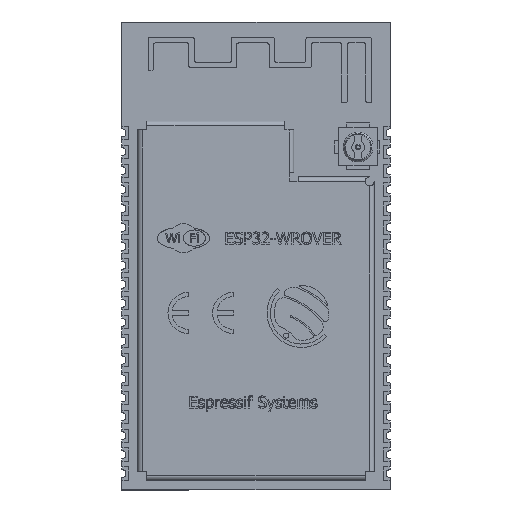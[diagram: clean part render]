
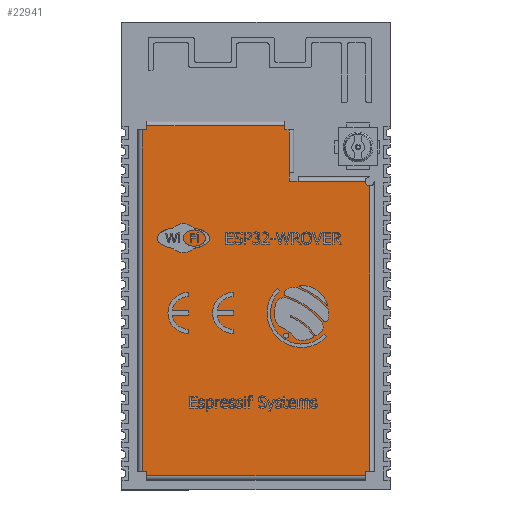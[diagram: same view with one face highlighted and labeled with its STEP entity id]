
A CAD part, top view. The second image highlights one B-rep face of the part: STEP entity #22941.
In plain terms, the highlighted planar face has unit normal (0, 0, 1).
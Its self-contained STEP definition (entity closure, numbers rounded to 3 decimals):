
#1371=CIRCLE('',#24355,0.3);
#2613=FACE_OUTER_BOUND('',#3994,.T.);
#3994=EDGE_LOOP('',(#19821,#19822,#19823,#19824,#19825,#19826,#19827,#19828,
#19829,#19830,#19831,#19832,#19833,#19834,#19835,#19836,#19837));
#6087=LINE('',#38484,#8532);
#6088=LINE('',#38486,#8533);
#6089=LINE('',#38488,#8534);
#6090=LINE('',#38490,#8535);
#6091=LINE('',#38492,#8536);
#6092=LINE('',#38494,#8537);
#6093=LINE('',#38496,#8538);
#6094=LINE('',#38498,#8539);
#6095=LINE('',#38500,#8540);
#6096=LINE('',#38502,#8541);
#6097=LINE('',#38504,#8542);
#6098=LINE('',#38506,#8543);
#6099=LINE('',#38508,#8544);
#6100=LINE('',#38510,#8545);
#6101=LINE('',#38512,#8546);
#6102=LINE('',#38515,#8547);
#8532=VECTOR('',#28730,0.6);
#8533=VECTOR('',#28731,0.6);
#8534=VECTOR('',#28732,2.85);
#8535=VECTOR('',#28733,0.3);
#8536=VECTOR('',#28734,0.3);
#8537=VECTOR('',#28735,9.25);
#8538=VECTOR('',#28736,0.3);
#8539=VECTOR('',#28737,0.3);
#8540=VECTOR('',#28738,22.9);
#8541=VECTOR('',#28739,0.3);
#8542=VECTOR('',#28740,0.3);
#8543=VECTOR('',#28741,14.65);
#8544=VECTOR('',#28742,0.3);
#8545=VECTOR('',#28743,0.3);
#8546=VECTOR('',#28744,19.15);
#8547=VECTOR('',#28747,4.5);
#10892=VERTEX_POINT('',#38482);
#10893=VERTEX_POINT('',#38483);
#10894=VERTEX_POINT('',#38485);
#10895=VERTEX_POINT('',#38487);
#10896=VERTEX_POINT('',#38489);
#10897=VERTEX_POINT('',#38491);
#10898=VERTEX_POINT('',#38493);
#10899=VERTEX_POINT('',#38495);
#10900=VERTEX_POINT('',#38497);
#10901=VERTEX_POINT('',#38499);
#10902=VERTEX_POINT('',#38501);
#10903=VERTEX_POINT('',#38503);
#10904=VERTEX_POINT('',#38505);
#10905=VERTEX_POINT('',#38507);
#10906=VERTEX_POINT('',#38509);
#10907=VERTEX_POINT('',#38511);
#10908=VERTEX_POINT('',#38513);
#13934=EDGE_CURVE('',#10892,#10893,#6087,.T.);
#13935=EDGE_CURVE('',#10893,#10894,#6088,.T.);
#13936=EDGE_CURVE('',#10895,#10894,#6089,.T.);
#13937=EDGE_CURVE('',#10895,#10896,#6090,.T.);
#13938=EDGE_CURVE('',#10896,#10897,#6091,.T.);
#13939=EDGE_CURVE('',#10898,#10897,#6092,.T.);
#13940=EDGE_CURVE('',#10898,#10899,#6093,.T.);
#13941=EDGE_CURVE('',#10899,#10900,#6094,.T.);
#13942=EDGE_CURVE('',#10901,#10900,#6095,.T.);
#13943=EDGE_CURVE('',#10901,#10902,#6096,.T.);
#13944=EDGE_CURVE('',#10902,#10903,#6097,.T.);
#13945=EDGE_CURVE('',#10904,#10903,#6098,.T.);
#13946=EDGE_CURVE('',#10904,#10905,#6099,.T.);
#13947=EDGE_CURVE('',#10905,#10906,#6100,.T.);
#13948=EDGE_CURVE('',#10907,#10906,#6101,.T.);
#13949=EDGE_CURVE('',#10907,#10908,#1371,.T.);
#13950=EDGE_CURVE('',#10892,#10908,#6102,.T.);
#19821=ORIENTED_EDGE('',*,*,#13934,.T.);
#19822=ORIENTED_EDGE('',*,*,#13935,.T.);
#19823=ORIENTED_EDGE('',*,*,#13936,.F.);
#19824=ORIENTED_EDGE('',*,*,#13937,.T.);
#19825=ORIENTED_EDGE('',*,*,#13938,.T.);
#19826=ORIENTED_EDGE('',*,*,#13939,.F.);
#19827=ORIENTED_EDGE('',*,*,#13940,.T.);
#19828=ORIENTED_EDGE('',*,*,#13941,.T.);
#19829=ORIENTED_EDGE('',*,*,#13942,.F.);
#19830=ORIENTED_EDGE('',*,*,#13943,.T.);
#19831=ORIENTED_EDGE('',*,*,#13944,.T.);
#19832=ORIENTED_EDGE('',*,*,#13945,.F.);
#19833=ORIENTED_EDGE('',*,*,#13946,.T.);
#19834=ORIENTED_EDGE('',*,*,#13947,.T.);
#19835=ORIENTED_EDGE('',*,*,#13948,.F.);
#19836=ORIENTED_EDGE('',*,*,#13949,.T.);
#19837=ORIENTED_EDGE('',*,*,#13950,.F.);
#21680=PLANE('',#24354);
#22941=ADVANCED_FACE('',(#2613),#21680,.T.);
#24354=AXIS2_PLACEMENT_3D('',#38481,#28728,#28729);
#24355=AXIS2_PLACEMENT_3D('',#38514,#28745,#28746);
#28728=DIRECTION('center_axis',(0.,0.,1.));
#28729=DIRECTION('ref_axis',(1.,0.,0.));
#28730=DIRECTION('',(-1.,0.,0.));
#28731=DIRECTION('',(0.,1.,0.));
#28732=DIRECTION('',(0.,-1.,0.));
#28733=DIRECTION('',(-1.,0.,0.));
#28734=DIRECTION('',(0.,1.,0.));
#28735=DIRECTION('',(1.,0.,0.));
#28736=DIRECTION('',(0.,-1.,0.));
#28737=DIRECTION('',(-1.,0.,0.));
#28738=DIRECTION('',(0.,1.,0.));
#28739=DIRECTION('',(1.,0.,0.));
#28740=DIRECTION('',(0.,-1.,0.));
#28741=DIRECTION('',(-1.,0.,0.));
#28742=DIRECTION('',(0.,1.,0.));
#28743=DIRECTION('',(1.,0.,0.));
#28744=DIRECTION('',(0.,-1.,0.));
#28745=DIRECTION('center_axis',(0.,0.,-1.));
#28746=DIRECTION('ref_axis',(-1.,0.,0.));
#28747=DIRECTION('',(1.,0.,0.));
#38481=CARTESIAN_POINT('Origin',(-5.591,1.208,3.4));
#38482=CARTESIAN_POINT('',(2.825,5.,3.4));
#38483=CARTESIAN_POINT('',(2.225,5.,3.4));
#38484=CARTESIAN_POINT('',(1.413,5.,3.4));
#38485=CARTESIAN_POINT('',(2.225,5.6,3.4));
#38486=CARTESIAN_POINT('',(2.225,1.,3.4));
#38487=CARTESIAN_POINT('',(2.225,8.45,3.4));
#38488=CARTESIAN_POINT('',(2.225,3.025,3.4));
#38489=CARTESIAN_POINT('',(1.925,8.45,3.4));
#38490=CARTESIAN_POINT('',(1.263,8.45,3.4));
#38491=CARTESIAN_POINT('',(1.925,8.75,3.4));
#38492=CARTESIAN_POINT('',(1.925,2.725,3.4));
#38493=CARTESIAN_POINT('',(-7.325,8.75,3.4));
#38494=CARTESIAN_POINT('',(3.963,8.75,3.4));
#38495=CARTESIAN_POINT('',(-7.325,8.45,3.4));
#38496=CARTESIAN_POINT('',(-7.325,3.025,3.4));
#38497=CARTESIAN_POINT('',(-7.625,8.45,3.4));
#38498=CARTESIAN_POINT('',(-3.662,8.45,3.4));
#38499=CARTESIAN_POINT('',(-7.625,-14.45,3.4));
#38500=CARTESIAN_POINT('',(-7.625,3.025,3.4));
#38501=CARTESIAN_POINT('',(-7.325,-14.45,3.4));
#38502=CARTESIAN_POINT('',(-3.963,-14.45,3.4));
#38503=CARTESIAN_POINT('',(-7.325,-14.75,3.4));
#38504=CARTESIAN_POINT('',(-7.325,-8.725,3.4));
#38505=CARTESIAN_POINT('',(7.325,-14.75,3.4));
#38506=CARTESIAN_POINT('',(-3.963,-14.75,3.4));
#38507=CARTESIAN_POINT('',(7.325,-14.45,3.4));
#38508=CARTESIAN_POINT('',(7.325,-9.025,3.4));
#38509=CARTESIAN_POINT('',(7.625,-14.45,3.4));
#38510=CARTESIAN_POINT('',(3.663,-14.45,3.4));
#38511=CARTESIAN_POINT('',(7.625,4.7,3.4));
#38512=CARTESIAN_POINT('',(7.625,-9.025,3.4));
#38513=CARTESIAN_POINT('',(7.325,5.,3.4));
#38514=CARTESIAN_POINT('Origin',(7.625,5.,3.4));
#38515=CARTESIAN_POINT('',(1.263,5.,3.4));
